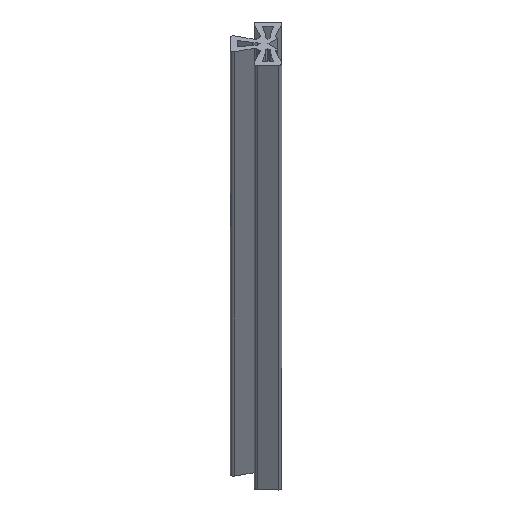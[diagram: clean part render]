
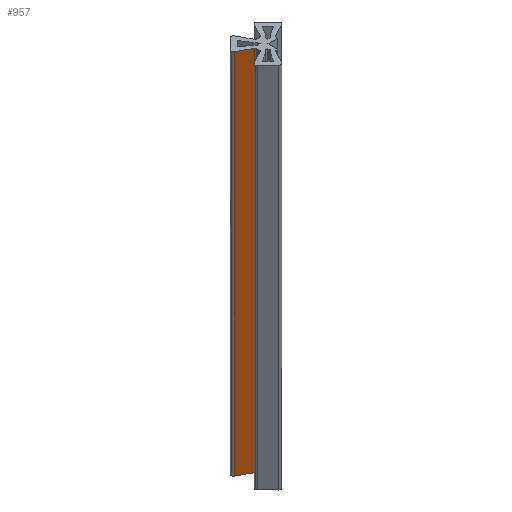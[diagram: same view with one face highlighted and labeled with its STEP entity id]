
A CAD part, isometric view. The second image highlights one B-rep face of the part: STEP entity #957.
In plain terms, the highlighted planar face has unit normal (-0.469, -0.883, 0).
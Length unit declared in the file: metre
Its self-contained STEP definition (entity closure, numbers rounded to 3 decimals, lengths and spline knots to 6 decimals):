
#78=ORIENTED_EDGE('',*,*,#365,.T.);
#79=ORIENTED_EDGE('',*,*,#364,.F.);
#80=ORIENTED_EDGE('',*,*,#366,.F.);
#81=ORIENTED_EDGE('',*,*,#367,.T.);
#364=EDGE_CURVE('',#507,#506,#602,.T.);
#365=EDGE_CURVE('',#508,#506,#603,.T.);
#366=EDGE_CURVE('',#509,#507,#604,.T.);
#367=EDGE_CURVE('',#509,#508,#605,.T.);
#506=VERTEX_POINT('',#1406);
#507=VERTEX_POINT('',#1408);
#508=VERTEX_POINT('',#1412);
#509=VERTEX_POINT('',#1414);
#602=LINE('',#1409,#710);
#603=LINE('',#1411,#711);
#604=LINE('',#1413,#712);
#605=LINE('',#1415,#713);
#710=VECTOR('',#1123,1.);
#711=VECTOR('',#1126,1.);
#712=VECTOR('',#1127,1.);
#713=VECTOR('',#1128,1.);
#813=EDGE_LOOP('',(#78,#79,#80,#81));
#869=FACE_BOUND('',#813,.T.);
#924=PLANE('',#1022);
#957=ADVANCED_FACE('',(#869),#924,.F.);
#1022=AXIS2_PLACEMENT_3D('',#1410,#1124,#1125);
#1123=DIRECTION('',(0.,0.,-1.));
#1124=DIRECTION('',(0.469,0.883,0.));
#1125=DIRECTION('',(-0.883,0.469,0.));
#1126=DIRECTION('',(0.883,-0.469,0.));
#1127=DIRECTION('',(0.883,-0.469,0.));
#1128=DIRECTION('',(0.,0.,-1.));
#1406=CARTESIAN_POINT('',(-0.04383,0.001065,-0.0079));
#1408=CARTESIAN_POINT('',(-0.04383,0.001065,0.1231));
#1409=CARTESIAN_POINT('',(-0.04383,0.001065,0.1231));
#1410=CARTESIAN_POINT('',(-0.046113,0.002277,0.1231));
#1411=CARTESIAN_POINT('',(-0.046113,0.002277,-0.0079));
#1412=CARTESIAN_POINT('',(-0.048397,0.00349,-0.0079));
#1413=CARTESIAN_POINT('',(-0.046113,0.002277,0.1231));
#1414=CARTESIAN_POINT('',(-0.048397,0.00349,0.1231));
#1415=CARTESIAN_POINT('',(-0.048397,0.00349,0.1231));
